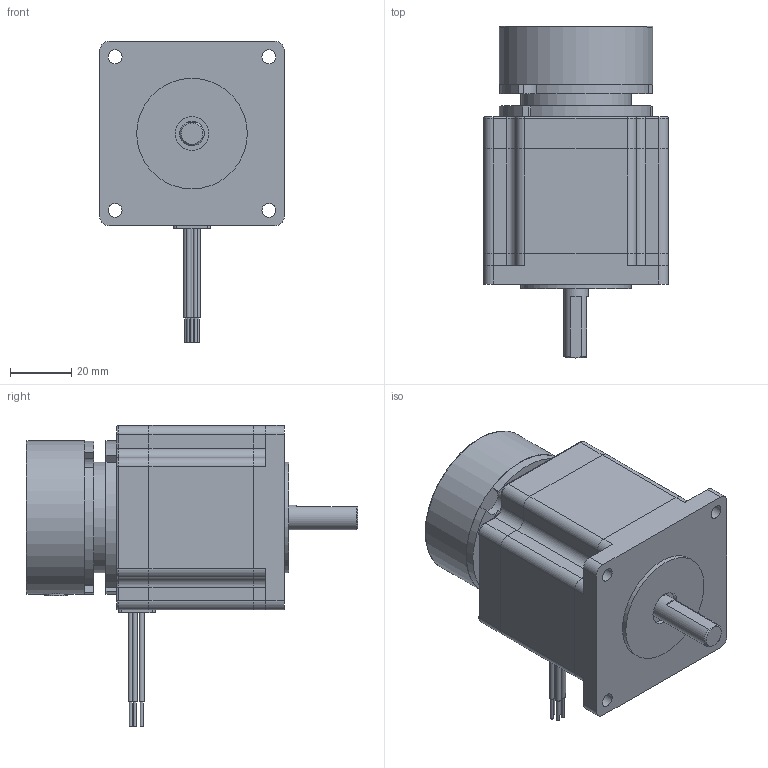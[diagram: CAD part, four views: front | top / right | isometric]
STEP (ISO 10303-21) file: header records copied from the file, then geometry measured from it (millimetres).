
FILE_DESCRIPTION( ( '' ), '1' );
FILE_NAME( 'MS566D-AM-20220721.stp', '2022-07-21T07:39:33', ( 'Dimamotor' ), ( 'Dimamotor' ), 'PSStep 17.0.49', ' ', ' ' );
FILE_SCHEMA( ( 'AUTOMOTIVE_DESIGN { 1 0 10303 214 1 1 1 1 }' ) );
Length unit declared in the file: millimetre
Products named in the file (5): Assem1; MS56-上蓋; MS56-雙軸下蓋; AM-剎車器; MS566D-定子
Assembly tree (4 placements, depth 2):
  Assem1
    MS56-上蓋
    MS56-雙軸下蓋
    AM-剎車器
    MS566D-定子
Bounding box: 60 x 108 x 98 mm (x, y, z)
Volume: 226912.7 mm3; surface area: 46853.9 mm2
Topology: 4 solids, 4 shells, 214 faces, 517 edges, 335 vertices
Faces by surface type: plane 99, cylinder 97, torus 14, cone 4
Full cylindrical faces by diameter (mm): 1 x5, 1.5 x2, 1.6 x5, 4.5 x4, 6 x1, 7.5 x1, 8 x2, 10 x4, 11 x1, 12 x1, 36 x2, 50 x1
Entity records: 7985 total; most frequent: CARTESIAN_POINT 1139, DIRECTION 1125, ORIENTED_EDGE 958, EDGE_CURVE 479, AXIS2_PLACEMENT_3D 436, VERTEX_POINT 328, EDGE_LOOP 281, LINE 253
